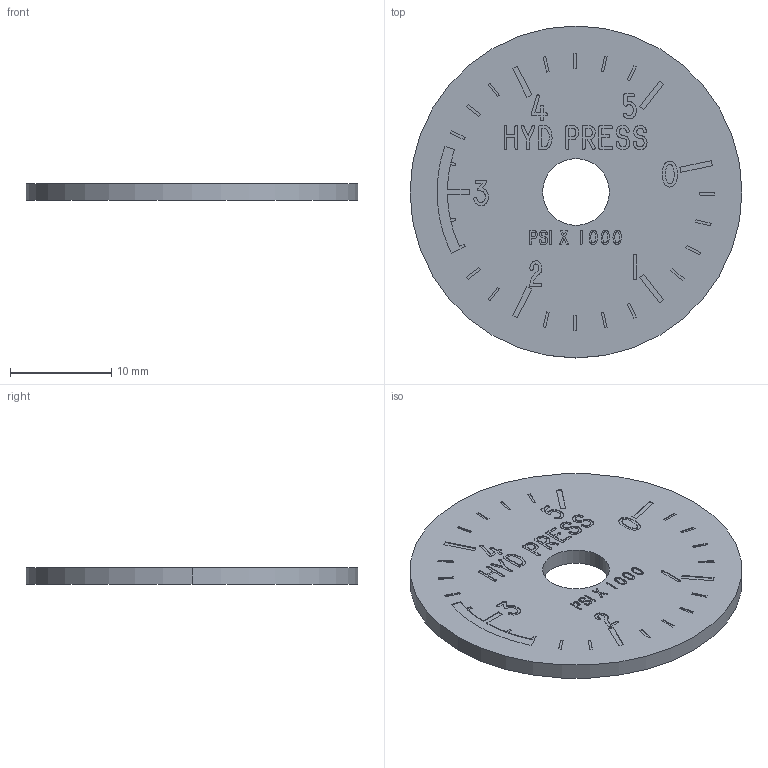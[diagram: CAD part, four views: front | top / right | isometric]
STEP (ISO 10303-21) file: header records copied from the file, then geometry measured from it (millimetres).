
FILE_DESCRIPTION (( 'STEP AP214' ), '1' );
FILE_NAME ('Hydraulic Indicator Bezel Face.STEP', '2021-03-20T04:32:15', ( '' ), ( '' ), 'SwSTEP 2.0', 'SolidWorks 2019', '' );
FILE_SCHEMA (( 'AUTOMOTIVE_DESIGN' ));
Length unit declared in the file: inch
Products named in the file (1): Hydraulic Indicator Bezel Face
Bounding box: 32.84 x 32.84 x 1.59 mm (x, y, z)
Volume: 1286.6 mm3; surface area: 1846 mm2
Topology: 1 solids, 1 shells, 604 faces, 1647 edges, 1098 vertices
Faces by surface type: plane 302, bspline 290, cylinder 12
Entity records: 36531 total; most frequent: CARTESIAN_POINT 15320, ORIENTED_EDGE 3294, DIRECTION 1721, EDGE_CURVE 1647, VERTEX_POINT 1098, LINE 1043, VECTOR 1043, EDGE_LOOP 659
